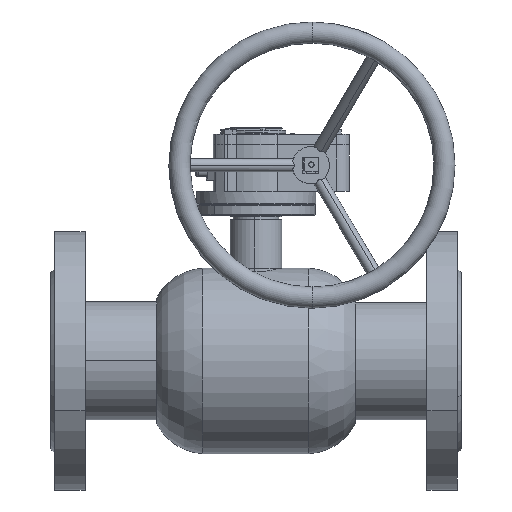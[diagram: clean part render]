
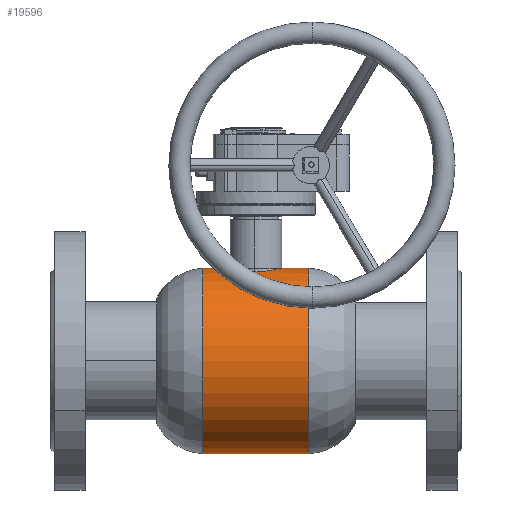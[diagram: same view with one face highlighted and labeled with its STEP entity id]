
A CAD part, top view. The second image highlights one B-rep face of the part: STEP entity #19596.
In plain terms, the highlighted cylindrical face has radius 70 mm (diameter 140 mm), a partial arc.
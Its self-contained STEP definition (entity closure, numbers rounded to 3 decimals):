
#387 = CARTESIAN_POINT ( 'NONE',  ( 17.996, 69.734, 6.127 ) ) ;
#500 = CARTESIAN_POINT ( 'NONE',  ( 18.969, 69.991, 1.259 ) ) ;
#810 = CARTESIAN_POINT ( 'NONE',  ( -40., -70., 0. ) ) ;
#924 = ORIENTED_EDGE ( 'NONE', *, *, #16723, .F. ) ;
#1171 = DIRECTION ( 'NONE',  ( -1., 0., 0. ) ) ;
#1194 = DIRECTION ( 'NONE',  ( -1., 0., 0. ) ) ;
#1625 = ORIENTED_EDGE ( 'NONE', *, *, #23033, .F. ) ;
#1734 = B_SPLINE_CURVE_WITH_KNOTS ( 'NONE', 3,
 ( #12059, #21705, #6610, #5152, #8549, #10614, #14006, #21468, #15822, #8800, #12417, #6495, #14255, #2875, #12540, #19899, #12185, #21218, #4809, #3000, #4688, #19659, #3355, #3105, #19422, #23400, #17964, #10259 ),
 .UNSPECIFIED., .F., .F.,
 ( 4, 2, 2, 2, 2, 2, 2, 2, 2, 2, 2, 2, 2, 4 ),
 ( 0.03, 0.032, 0.034, 0.037, 0.039, 0.041, 0.043, 0.045, 0.048, 0.05, 0.052, 0.056, 0.058, 0.06 ),
 .UNSPECIFIED. ) ;
#1758 = ORIENTED_EDGE ( 'NONE', *, *, #9815, .F. ) ;
#1960 = CARTESIAN_POINT ( 'NONE',  ( 0.622, 67.372, 19. ) ) ;
#2048 = VERTEX_POINT ( 'NONE', #10313 ) ;
#2199 = CARTESIAN_POINT ( 'NONE',  ( 12.554, 68.526, 14.315 ) ) ;
#2310 = CARTESIAN_POINT ( 'NONE',  ( 15.079, 69.038, 11.577 ) ) ;
#2875 = CARTESIAN_POINT ( 'NONE',  ( -14.287, 68.869, 12.54 ) ) ;
#3000 = CARTESIAN_POINT ( 'NONE',  ( -8.421, 67.894, 17.043 ) ) ;
#3020 = EDGE_LOOP ( 'NONE', ( #17065, #7861, #1758, #18978, #6554, #924, #1625 ) ) ;
#3105 = CARTESIAN_POINT ( 'NONE',  ( -3.117, 67.441, 18.753 ) ) ;
#3355 = CARTESIAN_POINT ( 'NONE',  ( -4.953, 67.543, 18.385 ) ) ;
#3786 = CARTESIAN_POINT ( 'NONE',  ( 0., 67.372, 19. ) ) ;
#4013 = CARTESIAN_POINT ( 'NONE',  ( 13.869, 68.783, 13.001 ) ) ;
#4124 = VERTEX_POINT ( 'NONE', #9198 ) ;
#4133 = VECTOR ( 'NONE', #1194, 1000. ) ;
#4205 = DIRECTION ( 'NONE',  ( -1., 0., 0. ) ) ;
#4244 = CARTESIAN_POINT ( 'NONE',  ( 18.358, 69.828, 4.938 ) ) ;
#4314 = CARTESIAN_POINT ( 'NONE',  ( 19., 70., 0. ) ) ;
#4368 = CARTESIAN_POINT ( 'NONE',  ( 19., 70., 0. ) ) ;
#4688 = CARTESIAN_POINT ( 'NONE',  ( -7.856, 67.826, 17.311 ) ) ;
#4809 = CARTESIAN_POINT ( 'NONE',  ( -9.523, 68.04, 16.453 ) ) ;
#4925 = AXIS2_PLACEMENT_3D ( 'NONE', #21699, #1171, #8305 ) ;
#5152 = CARTESIAN_POINT ( 'NONE',  ( -18.845, 69.958, 2.503 ) ) ;
#5817 = CARTESIAN_POINT ( 'NONE',  ( 6.142, 67.642, 18.022 ) ) ;
#6113 = VERTEX_POINT ( 'NONE', #20644 ) ;
#6473 = CIRCLE ( 'NONE', #4925, 70. ) ;
#6495 = CARTESIAN_POINT ( 'NONE',  ( -15.442, 69.118, 11.087 ) ) ;
#6554 = ORIENTED_EDGE ( 'NONE', *, *, #7126, .T. ) ;
#6610 = CARTESIAN_POINT ( 'NONE',  ( -18.969, 69.992, 1.248 ) ) ;
#7126 = EDGE_CURVE ( 'NONE', #2048, #20466, #22320, .T. ) ;
#7734 = CARTESIAN_POINT ( 'NONE',  ( 18.509, 69.868, 4.336 ) ) ;
#7859 = CARTESIAN_POINT ( 'NONE',  ( 7.859, 67.827, 17.309 ) ) ;
#7861 = ORIENTED_EDGE ( 'NONE', *, *, #15980, .T. ) ;
#8103 = CARTESIAN_POINT ( 'NONE',  ( 14.29, 68.87, 12.537 ) ) ;
#8206 = EDGE_CURVE ( 'NONE', #2048, #4124, #1734, .T. ) ;
#8305 = DIRECTION ( 'NONE',  ( 0., -1., 0. ) ) ;
#8549 = CARTESIAN_POINT ( 'NONE',  ( -18.752, 69.933, 3.121 ) ) ;
#8800 = CARTESIAN_POINT ( 'NONE',  ( -16.448, 69.35, 9.532 ) ) ;
#9198 = CARTESIAN_POINT ( 'NONE',  ( 0., 67.372, 19. ) ) ;
#9579 = CARTESIAN_POINT ( 'NONE',  ( 2.483, 67.415, 18.847 ) ) ;
#9815 = EDGE_CURVE ( 'NONE', #4124, #16002, #20961, .T. ) ;
#9818 = CARTESIAN_POINT ( 'NONE',  ( 19., 70., 0.626 ) ) ;
#10259 = CARTESIAN_POINT ( 'NONE',  ( 0., 67.372, 19. ) ) ;
#10313 = CARTESIAN_POINT ( 'NONE',  ( -19., 70., 0. ) ) ;
#10446 = VECTOR ( 'NONE', #20496, 1000. ) ;
#10614 = CARTESIAN_POINT ( 'NONE',  ( -18.385, 69.835, 4.952 ) ) ;
#11023 = DIRECTION ( 'NONE',  ( 0., -1., 0. ) ) ;
#11261 = CARTESIAN_POINT ( 'NONE',  ( 18.752, 69.933, 3.119 ) ) ;
#11459 = DIRECTION ( 'NONE',  ( 0., -1., 0. ) ) ;
#11740 = CARTESIAN_POINT ( 'NONE',  ( 1.243, 67.381, 18.97 ) ) ;
#12059 = CARTESIAN_POINT ( 'NONE',  ( -19., 70., 0. ) ) ;
#12185 = CARTESIAN_POINT ( 'NONE',  ( -11.595, 68.355, 15.102 ) ) ;
#12288 = VERTEX_POINT ( 'NONE', #810 ) ;
#12417 = CARTESIAN_POINT ( 'NONE',  ( -16.129, 69.275, 10.061 ) ) ;
#12540 = CARTESIAN_POINT ( 'NONE',  ( -13.867, 68.783, 13.004 ) ) ;
#13084 = CARTESIAN_POINT ( 'NONE',  ( 8.42, 67.894, 17.044 ) ) ;
#13272 = CIRCLE ( 'NONE', #20210, 70. ) ;
#14006 = CARTESIAN_POINT ( 'NONE',  ( -18.024, 69.74, 6.139 ) ) ;
#14255 = CARTESIAN_POINT ( 'NONE',  ( -15.074, 69.037, 11.583 ) ) ;
#14340 = LINE ( 'NONE', #23249, #16000 ) ;
#14545 = CARTESIAN_POINT ( 'NONE',  ( 0., 0., 0. ) ) ;
#15012 = CARTESIAN_POINT ( 'NONE',  ( 17.062, 69.498, 8.453 ) ) ;
#15126 = CARTESIAN_POINT ( 'NONE',  ( 18.845, 69.958, 2.504 ) ) ;
#15244 = CARTESIAN_POINT ( 'NONE',  ( 15.447, 69.119, 11.08 ) ) ;
#15370 = CARTESIAN_POINT ( 'NONE',  ( 4.954, 67.543, 18.386 ) ) ;
#15822 = CARTESIAN_POINT ( 'NONE',  ( -17.035, 69.492, 8.438 ) ) ;
#15980 = EDGE_CURVE ( 'NONE', #6113, #16002, #14340, .T. ) ;
#16000 = VECTOR ( 'NONE', #21672, 1000. ) ;
#16002 = VERTEX_POINT ( 'NONE', #4314 ) ;
#16723 = EDGE_CURVE ( 'NONE', #12288, #20466, #13272, .T. ) ;
#16945 = CARTESIAN_POINT ( 'NONE',  ( 16.476, 69.354, 9.542 ) ) ;
#17065 = ORIENTED_EDGE ( 'NONE', *, *, #23466, .T. ) ;
#17299 = CARTESIAN_POINT ( 'NONE',  ( 11.602, 68.356, 15.097 ) ) ;
#17964 = CARTESIAN_POINT ( 'NONE',  ( -0.622, 67.372, 19. ) ) ;
#18085 = CARTESIAN_POINT ( 'NONE',  ( 40., -70., 0. ) ) ;
#18253 = DIRECTION ( 'NONE',  ( -1., 0., 0. ) ) ;
#18624 = CARTESIAN_POINT ( 'NONE',  ( 3.103, 67.441, 18.755 ) ) ;
#18929 = CARTESIAN_POINT ( 'NONE',  ( -40., 0., 0. ) ) ;
#18978 = ORIENTED_EDGE ( 'NONE', *, *, #8206, .F. ) ;
#19035 = AXIS2_PLACEMENT_3D ( 'NONE', #14545, #18253, #11023 ) ;
#19098 = CARTESIAN_POINT ( 'NONE',  ( 9.521, 68.039, 16.454 ) ) ;
#19422 = CARTESIAN_POINT ( 'NONE',  ( -2.491, 67.415, 18.846 ) ) ;
#19440 = LINE ( 'NONE', #21604, #4133 ) ;
#19596 = ADVANCED_FACE ( 'NONE', ( #21759 ), #19959, .T. ) ;
#19659 = CARTESIAN_POINT ( 'NONE',  ( -6.138, 67.642, 18.024 ) ) ;
#19899 = CARTESIAN_POINT ( 'NONE',  ( -12.548, 68.525, 14.321 ) ) ;
#19959 = CYLINDRICAL_SURFACE ( 'NONE', #19035, 70. ) ;
#20150 = VERTEX_POINT ( 'NONE', #18085 ) ;
#20210 = AXIS2_PLACEMENT_3D ( 'NONE', #18929, #4205, #11459 ) ;
#20466 = VERTEX_POINT ( 'NONE', #22355 ) ;
#20496 = DIRECTION ( 'NONE',  ( -1., 0., 0. ) ) ;
#20644 = CARTESIAN_POINT ( 'NONE',  ( 40., 70., 0. ) ) ;
#20664 = CARTESIAN_POINT ( 'NONE',  ( 10.058, 68.117, 16.132 ) ) ;
#20961 = B_SPLINE_CURVE_WITH_KNOTS ( 'NONE', 3,
 ( #3786, #1960, #11740, #9579, #18624, #15370, #5817, #7859, #13084, #19098, #20664, #17299, #2199, #4013, #8103, #2310, #15244, #16945, #15012, #22598, #387, #4244, #7734, #11261, #15126, #500, #9818, #4368 ),
 .UNSPECIFIED., .F., .F.,
 ( 4, 2, 2, 2, 2, 2, 2, 2, 2, 2, 2, 2, 2, 4 ),
 ( 0.06, 0.062, 0.063, 0.067, 0.069, 0.071, 0.075, 0.076, 0.078, 0.082, 0.084, 0.086, 0.088, 0.09 ),
 .UNSPECIFIED. ) ;
#21218 = CARTESIAN_POINT ( 'NONE',  ( -10.055, 68.116, 16.133 ) ) ;
#21468 = CARTESIAN_POINT ( 'NONE',  ( -17.305, 69.559, 7.87 ) ) ;
#21604 = CARTESIAN_POINT ( 'NONE',  ( 0., -70., 0. ) ) ;
#21672 = DIRECTION ( 'NONE',  ( -1., 0., 0. ) ) ;
#21699 = CARTESIAN_POINT ( 'NONE',  ( 40., 0., 0. ) ) ;
#21705 = CARTESIAN_POINT ( 'NONE',  ( -19., 70., 0.623 ) ) ;
#21759 = FACE_OUTER_BOUND ( 'NONE', #3020, .T. ) ;
#22320 = LINE ( 'NONE', #23649, #10446 ) ;
#22355 = CARTESIAN_POINT ( 'NONE',  ( -40., 70., 0. ) ) ;
#22598 = CARTESIAN_POINT ( 'NONE',  ( 17.784, 69.68, 6.716 ) ) ;
#23033 = EDGE_CURVE ( 'NONE', #20150, #12288, #19440, .T. ) ;
#23249 = CARTESIAN_POINT ( 'NONE',  ( 0., 70., 0. ) ) ;
#23400 = CARTESIAN_POINT ( 'NONE',  ( -1.244, 67.381, 18.97 ) ) ;
#23466 = EDGE_CURVE ( 'NONE', #20150, #6113, #6473, .T. ) ;
#23649 = CARTESIAN_POINT ( 'NONE',  ( 0., 70., 0. ) ) ;
